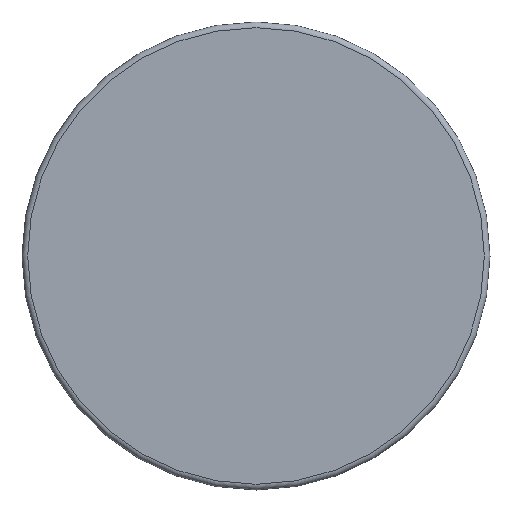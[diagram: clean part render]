
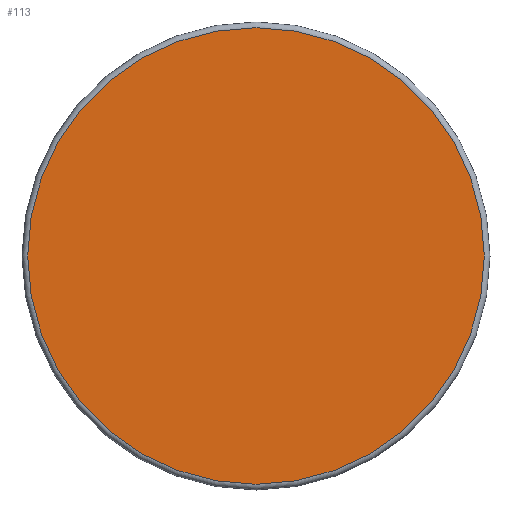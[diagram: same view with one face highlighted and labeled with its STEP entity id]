
A CAD part, front view. The second image highlights one B-rep face of the part: STEP entity #113.
In plain terms, the highlighted planar face has unit normal (0, -1, 0).
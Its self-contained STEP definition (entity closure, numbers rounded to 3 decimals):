
#25=FACE_OUTER_BOUND('',#32,.T.);
#32=EDGE_LOOP('',(#90,#91));
#42=CIRCLE('',#146,40.);
#43=CIRCLE('',#147,40.);
#54=VERTEX_POINT('',#213);
#55=VERTEX_POINT('',#214);
#66=EDGE_CURVE('',#54,#55,#42,.T.);
#67=EDGE_CURVE('',#55,#54,#43,.T.);
#90=ORIENTED_EDGE('',*,*,#66,.T.);
#91=ORIENTED_EDGE('',*,*,#67,.T.);
#101=PLANE('',#149);
#113=ADVANCED_FACE('',(#25),#101,.T.);
#146=AXIS2_PLACEMENT_3D('',#215,#177,#178);
#147=AXIS2_PLACEMENT_3D('',#216,#179,#180);
#149=AXIS2_PLACEMENT_3D('',#218,#183,#184);
#177=DIRECTION('center_axis',(0.,-1.,0.));
#178=DIRECTION('ref_axis',(-1.,0.,0.));
#179=DIRECTION('center_axis',(0.,-1.,0.));
#180=DIRECTION('ref_axis',(-1.,0.,0.));
#183=DIRECTION('center_axis',(0.,-1.,0.));
#184=DIRECTION('ref_axis',(0.,0.,-1.));
#213=CARTESIAN_POINT('',(-40.,0.,0.));
#214=CARTESIAN_POINT('',(0.,0.,40.));
#215=CARTESIAN_POINT('Origin',(0.,0.,0.));
#216=CARTESIAN_POINT('Origin',(0.,0.,0.));
#218=CARTESIAN_POINT('Origin',(-20.,0.,0.));
